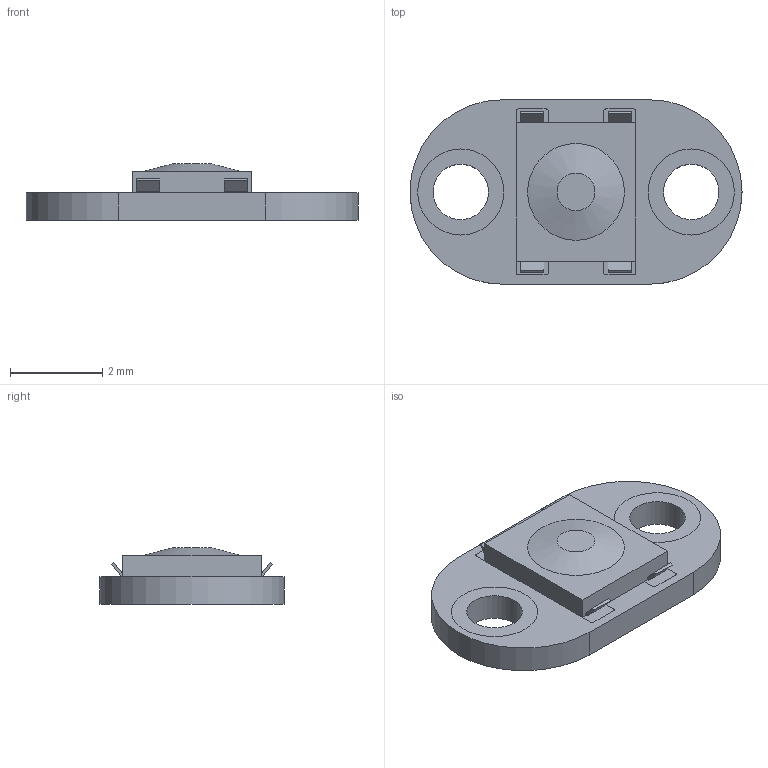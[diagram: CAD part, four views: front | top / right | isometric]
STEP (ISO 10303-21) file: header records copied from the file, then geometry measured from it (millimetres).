
FILE_DESCRIPTION(('FreeCAD Model'),'2;1');
FILE_NAME('TinyLily_SWITCH_ASL1101_REV2-STEP.step', '2020-08-21T13:05:39',('Author'),(''), 'Open CASCADE STEP processor 7.4','FreeCAD','Unknown');
FILE_SCHEMA(('AUTOMOTIVE_DESIGN { 1 0 10303 214 1 1 1 1 }'));
Length unit declared in the file: millimetre
Products named in the file (1): TinyLily_SWITCH_ASL1101_REV2-STEP
Bounding box: 7.2 x 4 x 1.23 mm (x, y, z)
Volume: 31.7 mm3; surface area: 179.5 mm2
Topology: 19 solids, 19 shells, 160 faces, 355 edges, 234 vertices
Faces by surface type: plane 99, cylinder 60, cone 1
Full cylindrical faces by diameter (mm): 1.202 x12, 1.867 x8
Entity records: 9802 total; most frequent: CARTESIAN_POINT 1545, DIRECTION 1489, LINE 814, VECTOR 814, ORIENTED_EDGE 710, PCURVE 710, DEFINITIONAL_REPRESENTATION 710, EDGE_CURVE 355
